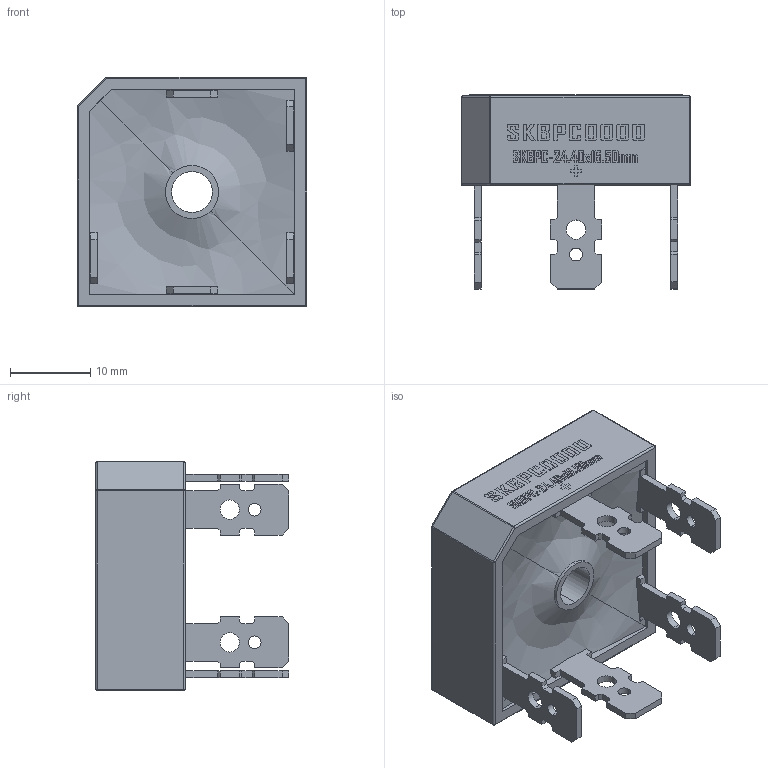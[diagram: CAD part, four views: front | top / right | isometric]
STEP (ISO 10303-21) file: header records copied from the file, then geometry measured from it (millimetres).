
FILE_DESCRIPTION (( 'STEP AP214' ), '1' );
FILE_NAME ('SKBPC___Nonmal_Size__.STEP', '2023-03-09T19:03:41', ( '' ), ( '' ), 'SwSTEP 2.0', 'SolidWorks 2020', '' );
FILE_SCHEMA (( 'AUTOMOTIVE_DESIGN' ));
Length unit declared in the file: millimetre
Products named in the file (1): SKBPC___Nonmal_Size__
Bounding box: 28.5 x 24.1 x 28.5 mm (x, y, z)
Volume: 8264.3 mm3; surface area: 3953.1 mm2
Topology: 1 solids, 1 shells, 689 faces, 1885 edges, 1239 vertices
Faces by surface type: plane 541, bspline 85, cylinder 47, sphere 10, cone 6
Entity records: 30788 total; most frequent: CARTESIAN_POINT 7207, ORIENTED_EDGE 3750, DIRECTION 2965, EDGE_CURVE 1875, VECTOR 1575, LINE 1575, VERTEX_POINT 1239, EDGE_LOOP 762
